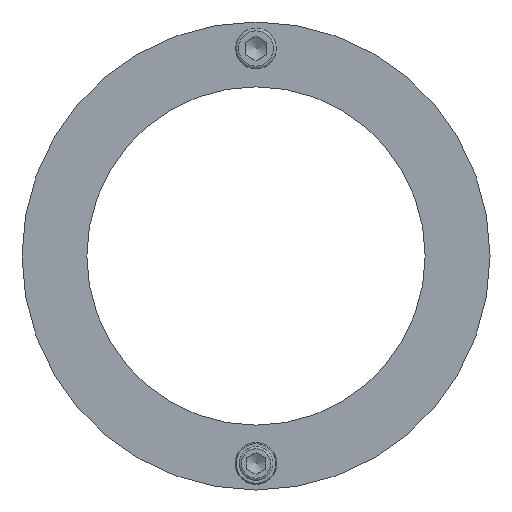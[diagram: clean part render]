
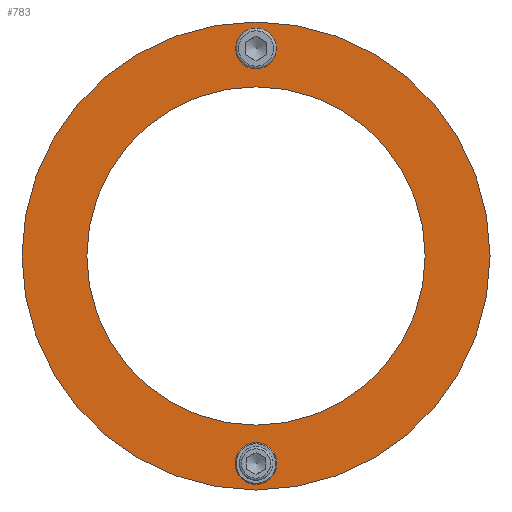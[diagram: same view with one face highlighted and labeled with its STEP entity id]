
A CAD part, left-side view. The second image highlights one B-rep face of the part: STEP entity #783.
In plain terms, the highlighted planar face has unit normal (-1, 0, 0).
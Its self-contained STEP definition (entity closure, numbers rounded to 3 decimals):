
#119=PLANE('',#859);
#164=FACE_BOUND('',#281,.T.);
#165=FACE_BOUND('',#282,.T.);
#166=FACE_BOUND('',#283,.T.);
#213=FACE_OUTER_BOUND('',#280,.T.);
#280=EDGE_LOOP('',(#586));
#281=EDGE_LOOP('',(#587));
#282=EDGE_LOOP('',(#588));
#283=EDGE_LOOP('',(#589));
#371=CIRCLE('',#841,12.);
#373=CIRCLE('',#844,14.);
#374=CIRCLE('',#846,150.);
#381=CIRCLE('',#858,207.5);
#417=VERTEX_POINT('',#1214);
#419=VERTEX_POINT('',#1219);
#420=VERTEX_POINT('',#1222);
#427=VERTEX_POINT('',#1241);
#487=EDGE_CURVE('',#417,#417,#371,.T.);
#489=EDGE_CURVE('',#419,#419,#373,.T.);
#490=EDGE_CURVE('',#420,#420,#374,.T.);
#497=EDGE_CURVE('',#427,#427,#381,.T.);
#586=ORIENTED_EDGE('',*,*,#497,.T.);
#587=ORIENTED_EDGE('',*,*,#487,.T.);
#588=ORIENTED_EDGE('',*,*,#489,.T.);
#589=ORIENTED_EDGE('',*,*,#490,.T.);
#783=ADVANCED_FACE('',(#213,#164,#165,#166),#119,.F.);
#841=AXIS2_PLACEMENT_3D('',#1215,#960,#961);
#844=AXIS2_PLACEMENT_3D('',#1220,#966,#967);
#846=AXIS2_PLACEMENT_3D('',#1223,#970,#971);
#858=AXIS2_PLACEMENT_3D('',#1242,#994,#995);
#859=AXIS2_PLACEMENT_3D('',#1243,#996,#997);
#960=DIRECTION('center_axis',(1.,0.,0.));
#961=DIRECTION('ref_axis',(0.,0.,1.));
#966=DIRECTION('center_axis',(1.,0.,0.));
#967=DIRECTION('ref_axis',(0.,0.,1.));
#970=DIRECTION('center_axis',(1.,0.,0.));
#971=DIRECTION('ref_axis',(0.,0.,1.));
#994=DIRECTION('center_axis',(-1.,0.,0.));
#995=DIRECTION('ref_axis',(0.,-1.,0.));
#996=DIRECTION('center_axis',(1.,0.,0.));
#997=DIRECTION('ref_axis',(0.,0.,-1.));
#1214=CARTESIAN_POINT('',(0.,0.,-172.));
#1215=CARTESIAN_POINT('Origin',(0.,0.,-184.));
#1219=CARTESIAN_POINT('',(0.,0.,198.));
#1220=CARTESIAN_POINT('Origin',(0.,0.,184.));
#1222=CARTESIAN_POINT('',(0.,0.,-150.));
#1223=CARTESIAN_POINT('Origin',(0.,0.,0.));
#1241=CARTESIAN_POINT('',(0.,207.5,0.));
#1242=CARTESIAN_POINT('Origin',(0.,0.,0.));
#1243=CARTESIAN_POINT('Origin',(0.,0.,0.));
